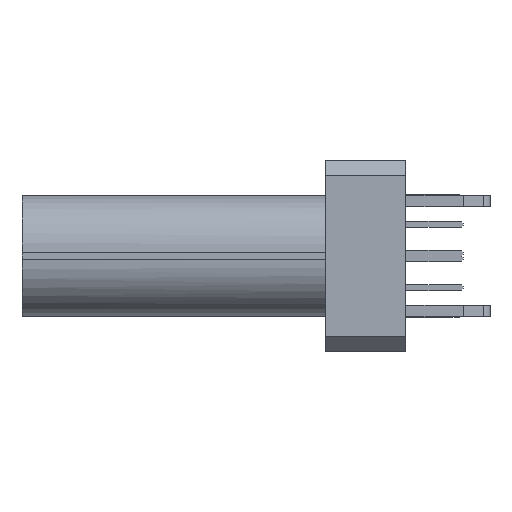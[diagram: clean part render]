
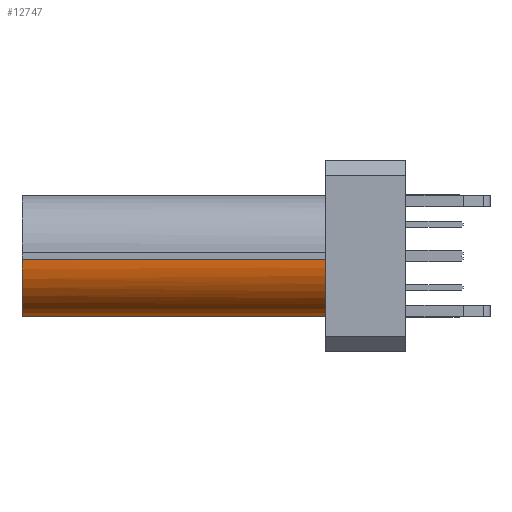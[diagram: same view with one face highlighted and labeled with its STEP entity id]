
A CAD part, left-side view. The second image highlights one B-rep face of the part: STEP entity #12747.
In plain terms, the highlighted cylindrical face has radius 1.5 mm (diameter 3 mm), a partial arc.
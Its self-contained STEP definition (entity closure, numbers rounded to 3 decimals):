
#2210=CARTESIAN_POINT('',(1154.294,281.397,-2.58));
#2211=DIRECTION('',(0.,1.,0.));
#2212=DIRECTION('',(0.,0.,-1.));
#2213=AXIS2_PLACEMENT_3D('',#2210,#2211,#2212);
#2283=CARTESIAN_POINT('',(1154.294,273.497,-2.58));
#2284=DIRECTION('',(0.,-1.,0.));
#2285=DIRECTION('',(-0.626,0.,-0.78));
#2286=AXIS2_PLACEMENT_3D('',#2283,#2284,#2285);
#2475=DIRECTION('',(0.,1.,0.));
#2476=VECTOR('',#2475,7.9);
#2477=CARTESIAN_POINT('',(1152.794,273.497,-2.58));
#2478=LINE('',#2477,#2476);
#2482=DIRECTION('',(0.,-1.,0.));
#2483=VECTOR('',#2482,7.9);
#2484=CARTESIAN_POINT('',(1154.294,281.397,-4.08));
#2485=LINE('',#2484,#2483);
#7416=CARTESIAN_POINT('',(1154.294,273.497,-2.58));
#7417=DIRECTION('',(0.,-1.,0.));
#7418=DIRECTION('',(-1.,0.,0.));
#7419=AXIS2_PLACEMENT_3D('',#7416,#7417,#7418);
#9451=CARTESIAN_POINT('',(1154.294,281.397,-4.08));
#9452=CARTESIAN_POINT('',(1152.794,281.397,-2.58));
#9453=VERTEX_POINT('',#9451);
#9454=VERTEX_POINT('',#9452);
#9501=CARTESIAN_POINT('',(1154.294,273.497,-4.08));
#9502=VERTEX_POINT('',#9501);
#9848=CARTESIAN_POINT('',(1152.794,273.497,-2.58));
#9849=CARTESIAN_POINT('',(1153.355,273.497,-3.75));
#9850=VERTEX_POINT('',#9848);
#9851=VERTEX_POINT('',#9849);
#12733=CARTESIAN_POINT('',(1154.294,288.497,
-2.58));
#12734=DIRECTION('',(0.,-1.,0.));
#12735=DIRECTION('',(0.,0.,-1.));
#12736=AXIS2_PLACEMENT_3D('',#12733,#12734,#12735);
#12737=CYLINDRICAL_SURFACE('',#12736,1.5);
#12739=ORIENTED_EDGE('',*,*,#12738,.F.);
#12741=ORIENTED_EDGE('',*,*,#12740,.T.);
#12742=ORIENTED_EDGE('',*,*,#12560,.T.);
#12743=ORIENTED_EDGE('',*,*,#11933,.F.);
#12744=ORIENTED_EDGE('',*,*,#12499,.T.);
#12745=EDGE_LOOP('',(#12739,#12741,#12742,#12743,#12744));
#12746=FACE_OUTER_BOUND('',#12745,.F.);
#2214=CIRCLE('',#2213,1.5);
#2287=CIRCLE('',#2286,1.5);
#7420=CIRCLE('',#7419,1.5);
#11933=EDGE_CURVE('',#9453,#9502,#2485,.T.);
#12499=EDGE_CURVE('',#9453,#9454,#2214,.T.);
#12560=EDGE_CURVE('',#9851,#9502,#2287,.T.);
#12738=EDGE_CURVE('',#9850,#9454,#2478,.T.);
#12740=EDGE_CURVE('',#9850,#9851,#7420,.T.);
#12747=ADVANCED_FACE('',(#12746),#12737,.T.);
